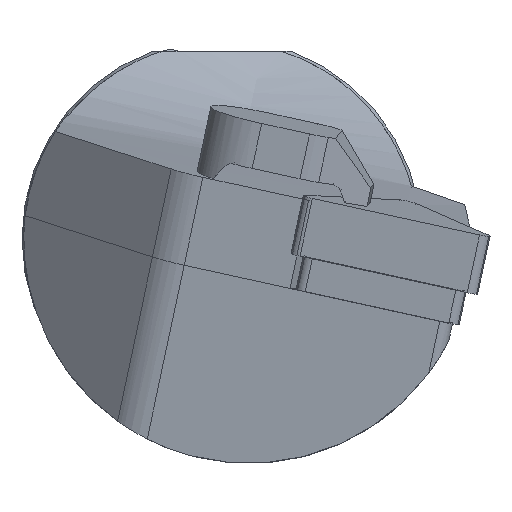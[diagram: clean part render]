
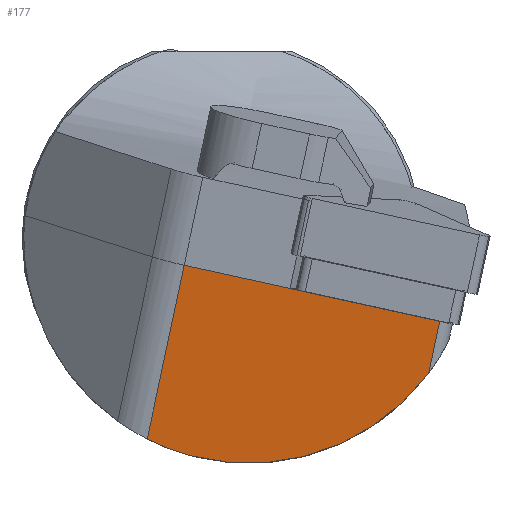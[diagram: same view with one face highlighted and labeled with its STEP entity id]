
A CAD part, left-side view. The second image highlights one B-rep face of the part: STEP entity #177.
In plain terms, the highlighted planar face has unit normal (-0.993, 0.072, -0.091).
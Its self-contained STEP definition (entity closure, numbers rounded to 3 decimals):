
#165=ELLIPSE('',#1185,18.123,18.);
#177=ADVANCED_FACE('',(#274),#237,.T.);
#237=PLANE('',#1189);
#274=FACE_OUTER_BOUND('',#334,.T.);
#334=EDGE_LOOP('',(#582,#583,#584,#585,#586,#587));
#395=LINE('',#1587,#479);
#400=LINE('',#1638,#484);
#401=LINE('',#1640,#485);
#402=LINE('',#1642,#486);
#403=LINE('',#1643,#487);
#479=VECTOR('',#1288,1.);
#484=VECTOR('',#1315,1.);
#485=VECTOR('',#1316,1.);
#486=VECTOR('',#1317,1.);
#487=VECTOR('',#1318,1.);
#582=ORIENTED_EDGE('',*,*,#1001,.T.);
#583=ORIENTED_EDGE('',*,*,#985,.T.);
#584=ORIENTED_EDGE('',*,*,#1002,.T.);
#585=ORIENTED_EDGE('',*,*,#1003,.T.);
#586=ORIENTED_EDGE('',*,*,#994,.F.);
#587=ORIENTED_EDGE('',*,*,#1004,.F.);
#881=VERTEX_POINT('',#1584);
#882=VERTEX_POINT('',#1586);
#890=VERTEX_POINT('',#1617);
#891=VERTEX_POINT('',#1619);
#896=VERTEX_POINT('',#1639);
#897=VERTEX_POINT('',#1641);
#985=EDGE_CURVE('',#881,#882,#395,.T.);
#994=EDGE_CURVE('',#890,#891,#165,.T.);
#1001=EDGE_CURVE('',#896,#881,#400,.T.);
#1002=EDGE_CURVE('',#882,#897,#401,.T.);
#1003=EDGE_CURVE('',#897,#891,#402,.T.);
#1004=EDGE_CURVE('',#896,#890,#403,.T.);
#1185=AXIS2_PLACEMENT_3D('',#1618,#1304,#1305);
#1189=AXIS2_PLACEMENT_3D('',#1644,#1319,#1320);
#1288=DIRECTION('',(0.051,0.976,0.213));
#1304=DIRECTION('',(0.993,-0.072,0.091));
#1305=DIRECTION('',(-0.116,-0.615,0.78));
#1315=DIRECTION('',(0.051,0.976,0.213));
#1316=DIRECTION('',(0.051,0.976,0.213));
#1317=DIRECTION('',(0.105,0.207,-0.973));
#1318=DIRECTION('',(0.105,0.207,-0.973));
#1319=DIRECTION('',(-0.993,0.072,-0.091));
#1320=DIRECTION('',(-0.092,0.,0.996));
#1584=CARTESIAN_POINT('',(-171.827,-15.341,57.205));
#1586=CARTESIAN_POINT('',(-171.789,-14.618,57.363));
#1587=CARTESIAN_POINT('',(-171.345,-6.144,59.212));
#1617=CARTESIAN_POINT('',(-171.969,-25.725,50.572));
#1618=CARTESIAN_POINT('',(-171.916,-11.306,61.348));
#1619=CARTESIAN_POINT('',(-169.849,-3.184,45.285));
#1638=CARTESIAN_POINT('',(-171.345,-6.144,59.212));
#1639=CARTESIAN_POINT('',(-172.418,-26.612,54.746));
#1640=CARTESIAN_POINT('',(-171.345,-6.144,59.212));
#1641=CARTESIAN_POINT('',(-171.345,-6.144,59.212));
#1642=CARTESIAN_POINT('',(-208.044,-78.739,400.745));
#1643=CARTESIAN_POINT('',(-209.116,-99.207,396.279));
#1644=CARTESIAN_POINT('',(-208.044,-78.739,400.745));
